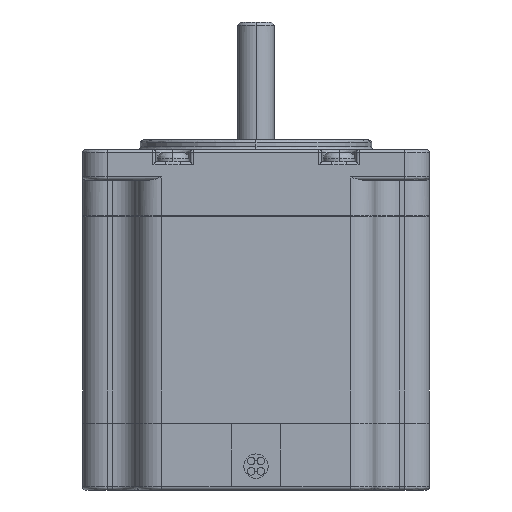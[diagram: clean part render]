
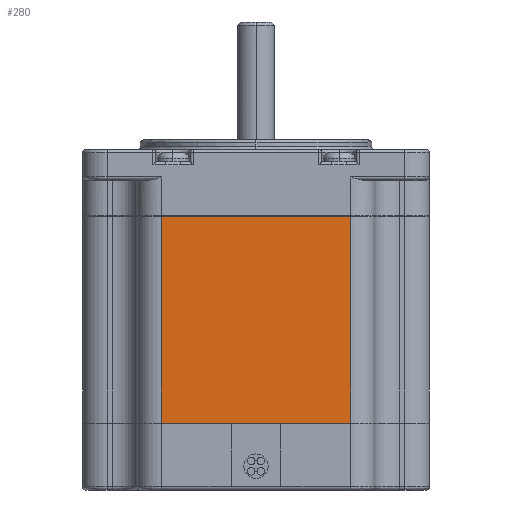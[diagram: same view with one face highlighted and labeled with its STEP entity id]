
A CAD part, left-side view. The second image highlights one B-rep face of the part: STEP entity #280.
In plain terms, the highlighted planar face has unit normal (-1, 0, 0).
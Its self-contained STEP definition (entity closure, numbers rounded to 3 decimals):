
#162 = VECTOR ( 'NONE', #11091, 1000. ) ;
#280 = ADVANCED_FACE ( 'NONE', ( #12657 ), #19038, .F. ) ;
#537 = DIRECTION ( 'NONE',  ( 0., 0., -1. ) ) ;
#575 = ORIENTED_EDGE ( 'NONE', *, *, #15479, .F. ) ;
#621 = LINE ( 'NONE', #14014, #9872 ) ;
#689 = CARTESIAN_POINT ( 'NONE',  ( -28.5, -15.57, 56. ) ) ;
#1385 = VERTEX_POINT ( 'NONE', #12316 ) ;
#1591 = VECTOR ( 'NONE', #537, 1000. ) ;
#1849 = LINE ( 'NONE', #16675, #5880 ) ;
#3347 = EDGE_CURVE ( 'NONE', #22114, #6304, #621, .T. ) ;
#3675 = DIRECTION ( 'NONE',  ( 0., 0., 1. ) ) ;
#3717 = ORIENTED_EDGE ( 'NONE', *, *, #3347, .F. ) ;
#5880 = VECTOR ( 'NONE', #8073, 1000. ) ;
#6304 = VERTEX_POINT ( 'NONE', #16154 ) ;
#8073 = DIRECTION ( 'NONE',  ( 0., -1., 0. ) ) ;
#9096 = EDGE_CURVE ( 'NONE', #1385, #22114, #18613, .T. ) ;
#9872 = VECTOR ( 'NONE', #3675, 1000. ) ;
#10185 = ORIENTED_EDGE ( 'NONE', *, *, #15344, .F. ) ;
#10218 = VERTEX_POINT ( 'NONE', #14473 ) ;
#11091 = DIRECTION ( 'NONE',  ( 0., 1., 0. ) ) ;
#12316 = CARTESIAN_POINT ( 'NONE',  ( -28.5, -15.57, 11.01 ) ) ;
#12657 = FACE_OUTER_BOUND ( 'NONE', #14796, .T. ) ;
#14014 = CARTESIAN_POINT ( 'NONE',  ( -28.5, 15.57, 56. ) ) ;
#14473 = CARTESIAN_POINT ( 'NONE',  ( -28.5, -15.57, 44.99 ) ) ;
#14796 = EDGE_LOOP ( 'NONE', ( #10185, #575, #3717, #20187 ) ) ;
#15344 = EDGE_CURVE ( 'NONE', #10218, #1385, #15383, .T. ) ;
#15383 = LINE ( 'NONE', #689, #1591 ) ;
#15479 = EDGE_CURVE ( 'NONE', #6304, #10218, #1849, .T. ) ;
#16154 = CARTESIAN_POINT ( 'NONE',  ( -28.5, 15.57, 44.99 ) ) ;
#16185 = AXIS2_PLACEMENT_3D ( 'NONE', #18675, #18647, #18591 ) ;
#16675 = CARTESIAN_POINT ( 'NONE',  ( -28.5, 28.5, 44.99 ) ) ;
#17892 = CARTESIAN_POINT ( 'NONE',  ( -28.5, 0., 11.01 ) ) ;
#18067 = CARTESIAN_POINT ( 'NONE',  ( -28.5, 15.57, 11.01 ) ) ;
#18591 = DIRECTION ( 'NONE',  ( 0., 0., -1. ) ) ;
#18613 = LINE ( 'NONE', #17892, #162 ) ;
#18647 = DIRECTION ( 'NONE',  ( 1., 0., 0. ) ) ;
#18675 = CARTESIAN_POINT ( 'NONE',  ( -28.5, 28.5, 56. ) ) ;
#19038 = PLANE ( 'NONE',  #16185 ) ;
#20187 = ORIENTED_EDGE ( 'NONE', *, *, #9096, .F. ) ;
#22114 = VERTEX_POINT ( 'NONE', #18067 ) ;
